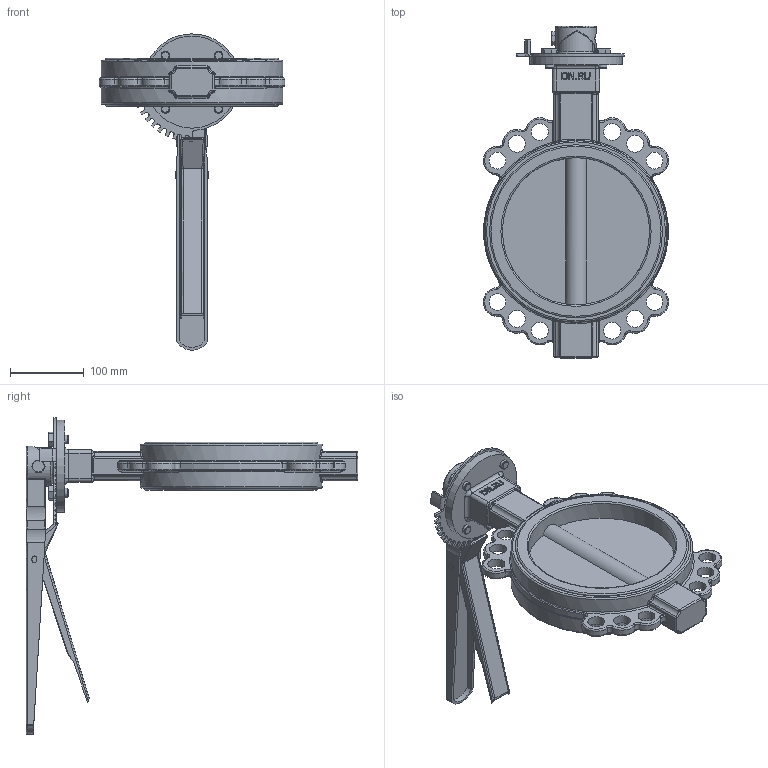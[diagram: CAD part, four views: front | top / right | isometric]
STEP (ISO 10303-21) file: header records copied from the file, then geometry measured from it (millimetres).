
FILE_DESCRIPTION(/* description */ (''),/* implementation_level */ '2;1');
FILE_NAME(/* name */ 'DN200_3D_STEP.stp',/* time_stamp */ '2025-09-03T00:50:48+03:00',/* author */ ('igorr'),/* organization */ (''),/* preprocessor_version */ 'ST-DEVELOPER v20',/* originating_system */ 'Autodesk Inventor 2025',/* authorisation */ '');
FILE_SCHEMA (('AUTOMOTIVE_DESIGN { 1 0 10303 214 3 1 1 }'));
Length unit declared in the file: millimetre
Products named in the file (9): Сборка; Деталь; Сборка1; Деталь3; Деталь4; Деталь5; AS 1110 - M10 x 16; AS 1110 - M5 x 10; AS 1110 - M12 x 20
Assembly tree (11 placements, depth 3):
  Сборка
    Деталь
    AS 1110 - M12 x 20  x4
    Сборка1
      Деталь3
      Деталь4
      Деталь5
      AS 1110 - M10 x 16
    AS 1110 - M5 x 10
Bounding box: 252.15 x 450.83 x 429.56 mm (x, y, z)
Volume: 2372627.1 mm3; surface area: 405166.1 mm2
Topology: 10 solids, 10 shells, 785 faces, 1929 edges, 1175 vertices
Faces by surface type: plane 278, cylinder 222, bspline 118, torus 107, cone 44, sphere 16
Full cylindrical faces by diameter (mm): 5 x1, 8 x1, 9.1 x1, 10 x1, 12 x8, 16 x1, 18 x4, 23 x12, 49.843 x1, 50.96 x1, 54.6 x1, 125 x1, 200 x2, 235 x2, 247 x2
Entity records: 25655 total; most frequent: CARTESIAN_POINT 7875, DIRECTION 3551, ORIENTED_EDGE 3528, EDGE_CURVE 1764, AXIS2_PLACEMENT_3D 1394, VERTEX_POINT 1085, EDGE_LOOP 791, LINE 763
